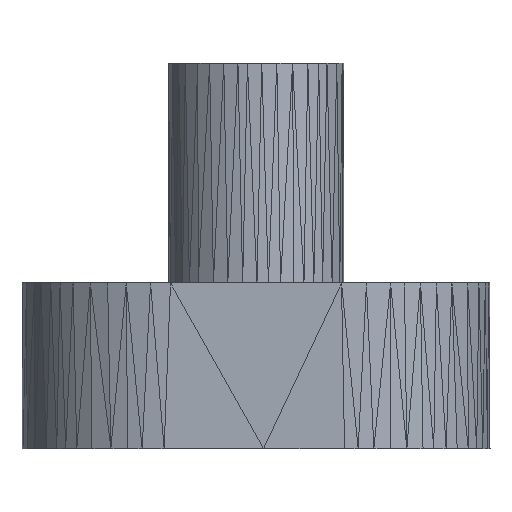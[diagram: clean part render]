
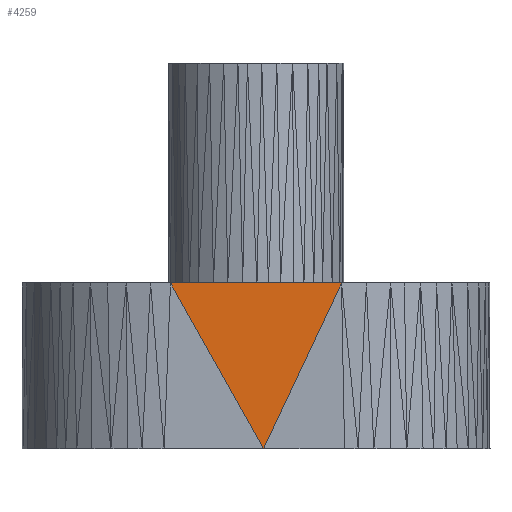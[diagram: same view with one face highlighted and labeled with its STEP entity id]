
A CAD part, left-side view. The second image highlights one B-rep face of the part: STEP entity #4259.
In plain terms, the highlighted planar face has unit normal (-1, 0, 0.001).
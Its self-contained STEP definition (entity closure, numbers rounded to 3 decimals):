
#253=FACE_OUTER_BOUND('',#617,.T.);
#617=EDGE_LOOP('',(#3279,#3280,#3281));
#896=LINE('',#6340,#1442);
#1145=LINE('',#6829,#1691);
#1146=LINE('',#6830,#1692);
#1442=VECTOR('',#5066,10.);
#1691=VECTOR('',#5645,10.);
#1692=VECTOR('',#5646,10.);
#1884=VERTEX_POINT('',#6237);
#1901=VERTEX_POINT('',#6306);
#1907=VERTEX_POINT('',#6339);
#2172=EDGE_CURVE('',#1901,#1907,#896,.T.);
#2421=EDGE_CURVE('',#1901,#1884,#1145,.T.);
#2422=EDGE_CURVE('',#1907,#1884,#1146,.T.);
#3279=ORIENTED_EDGE('',*,*,#2421,.T.);
#3280=ORIENTED_EDGE('',*,*,#2422,.F.);
#3281=ORIENTED_EDGE('',*,*,#2172,.F.);
#3895=PLANE('',#4637);
#4259=ADVANCED_FACE('',(#253),#3895,.T.);
#4637=AXIS2_PLACEMENT_3D('',#6828,#5643,#5644);
#5066=DIRECTION('',(0.001,0.49,0.872));
#5643=DIRECTION('center_axis',(-1.,0.,0.001));
#5644=DIRECTION('ref_axis',(0.001,0.,1.));
#5645=DIRECTION('',(0.001,-0.426,0.905));
#5646=DIRECTION('',(0.,-1.,0.));
#6237=CARTESIAN_POINT('',(-10.983,-5.843,24.99));
#6306=CARTESIAN_POINT('',(-10.995,-0.517,13.669));
#6339=CARTESIAN_POINT('',(-10.983,5.843,24.99));
#6340=CARTESIAN_POINT('',(-10.995,-0.517,13.669));
#6828=CARTESIAN_POINT('Origin',(-10.983,5.843,24.99));
#6829=CARTESIAN_POINT('',(-10.995,-0.517,13.669));
#6830=CARTESIAN_POINT('',(-10.983,5.843,24.99));
